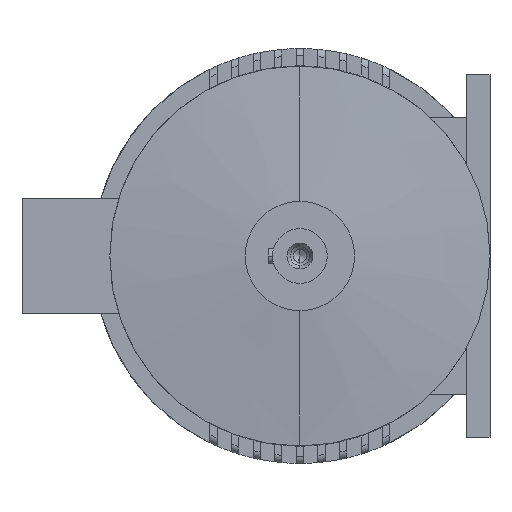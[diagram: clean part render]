
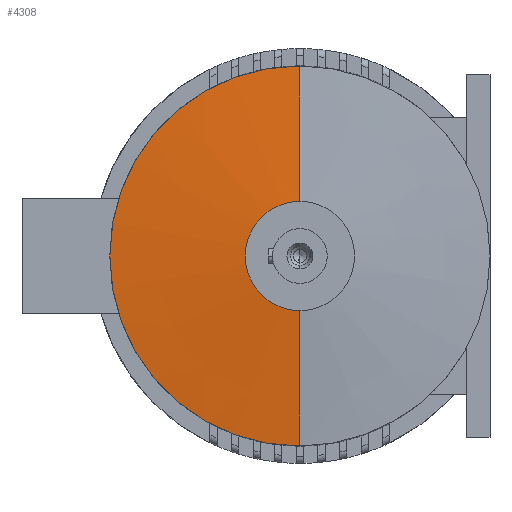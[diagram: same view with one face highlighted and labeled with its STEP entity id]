
A CAD part, left-side view. The second image highlights one B-rep face of the part: STEP entity #4308.
In plain terms, the highlighted conical face has half-angle 84.694 degrees and reference radius 132 mm.
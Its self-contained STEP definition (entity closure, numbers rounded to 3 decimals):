
#28 = EDGE_LOOP ( 'NONE', ( #7141, #7142, #7144, #7149 ) ) ;
#37 = VECTOR ( 'NONE', #5278, 1000. ) ;
#40 = LINE ( 'NONE', #5287, #37 ) ;
#44 = LINE ( 'NONE', #5267, #45 ) ;
#45 = VECTOR ( 'NONE', #5266, 1000. ) ;
#46 = CIRCLE ( 'NONE', #2595, 38. ) ;
#47 = CIRCLE ( 'NONE', #2597, 132. ) ;
#1607 = EDGE_CURVE ( 'NONE', #4511, #4744, #40, .T. ) ;
#1609 = EDGE_CURVE ( 'NONE', #4511, #4399, #46, .T. ) ;
#1611 = EDGE_CURVE ( 'NONE', #4744, #4769, #47, .T. ) ;
#1612 = EDGE_CURVE ( 'NONE', #4399, #4769, #44, .T. ) ;
#2595 = AXIS2_PLACEMENT_3D ( 'NONE', #5276, #5275, #5274 ) ;
#2597 = AXIS2_PLACEMENT_3D ( 'NONE', #5271, #5270, #5269 ) ;
#2988 = FACE_OUTER_BOUND ( 'NONE', #28, .T. ) ;
#2994 = CONICAL_SURFACE ( 'NONE', #6648, 132., 1.478 ) ;
#3752 = CARTESIAN_POINT ( 'NONE',  ( 115.4, 0., -132. ) ) ;
#3757 = CARTESIAN_POINT ( 'NONE',  ( 115.4, 0., 132. ) ) ;
#3866 = CARTESIAN_POINT ( 'NONE',  ( 106.67, 0., 38. ) ) ;
#4048 = CARTESIAN_POINT ( 'NONE',  ( 106.67, 0., -38. ) ) ;
#4308 = ADVANCED_FACE ( 'NONE', ( #2988 ), #2994, .T. ) ;
#4399 = VERTEX_POINT ( 'NONE', #4048 ) ;
#4511 = VERTEX_POINT ( 'NONE', #3866 ) ;
#4744 = VERTEX_POINT ( 'NONE', #3757 ) ;
#4769 = VERTEX_POINT ( 'NONE', #3752 ) ;
#5266 = DIRECTION ( 'NONE',  ( 0.092, 0., -0.996 ) ) ;
#5267 = CARTESIAN_POINT ( 'NONE',  ( 115.4, 0., -132. ) ) ;
#5269 = DIRECTION ( 'NONE',  ( 0., 0., 1. ) ) ;
#5270 = DIRECTION ( 'NONE',  ( -1., 0., 0. ) ) ;
#5271 = CARTESIAN_POINT ( 'NONE',  ( 115.4, 0., 0. ) ) ;
#5274 = DIRECTION ( 'NONE',  ( 0., 0., 1. ) ) ;
#5275 = DIRECTION ( 'NONE',  ( -1., 0., 0. ) ) ;
#5276 = CARTESIAN_POINT ( 'NONE',  ( 106.67, 0., 0. ) ) ;
#5278 = DIRECTION ( 'NONE',  ( 0.092, 0., 0.996 ) ) ;
#5287 = CARTESIAN_POINT ( 'NONE',  ( 115.4, 0., 132. ) ) ;
#5553 = DIRECTION ( 'NONE',  ( 1., 0., 0. ) ) ;
#5554 = DIRECTION ( 'NONE',  ( 0., 0., -1. ) ) ;
#5558 = CARTESIAN_POINT ( 'NONE',  ( 115.4, 0., 0. ) ) ;
#6648 = AXIS2_PLACEMENT_3D ( 'NONE', #5558, #5553, #5554 ) ;
#7141 = ORIENTED_EDGE ( 'NONE', *, *, #1609, .F. ) ;
#7142 = ORIENTED_EDGE ( 'NONE', *, *, #1607, .T. ) ;
#7144 = ORIENTED_EDGE ( 'NONE', *, *, #1611, .T. ) ;
#7149 = ORIENTED_EDGE ( 'NONE', *, *, #1612, .F. ) ;
